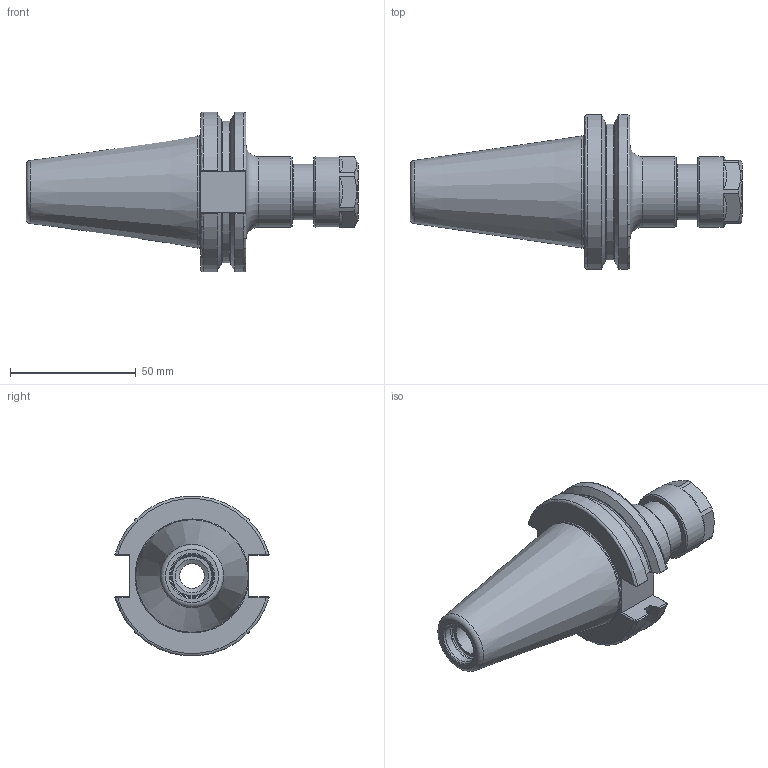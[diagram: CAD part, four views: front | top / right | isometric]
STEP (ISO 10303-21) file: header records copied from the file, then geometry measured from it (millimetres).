
FILE_DESCRIPTION(/* description */ (''),/* implementation_level */ '2;1');
FILE_NAME(/* name */ 'DCAT40-ER16H-0250.stp',/* time_stamp */ '2019-05-30T14:49:06-05:00',/* author */ ('ldfli'),/* organization */ ('Pioneer N.A.'),/* preprocessor_version */ 'ST-DEVELOPER v18',/* originating_system */ 'Autodesk Inventor LT',/* authorisation */ '');
FILE_SCHEMA (('AUTOMOTIVE_DESIGN { 1 0 10303 214 3 1 1 }'));
Length unit declared in the file: millimetre
Products named in the file (1): DCAT40-ER16H-0250
Bounding box: 131.75 x 61.14 x 63.31 mm (x, y, z)
Volume: 125966.7 mm3; surface area: 27009.5 mm2
Topology: 2 solids, 2 shells, 130 faces, 366 edges, 249 vertices
Faces by surface type: plane 53, cone 23, cylinder 21, torus 17, bspline 16
Full cylindrical faces by diameter (mm): 9.728 x1, 10 x1, 11.21 x1, 12.552 x1, 13.386 x1, 14.64 x1, 16.28 x1, 16.78 x1, 18.5 x1, 20.5 x1, 22 x1, 23.56 x1, 28 x2, 44.45 x1
Entity records: 5014 total; most frequent: CARTESIAN_POINT 1656, ORIENTED_EDGE 732, DIRECTION 680, EDGE_CURVE 366, AXIS2_PLACEMENT_3D 274, VERTEX_POINT 249, CIRCLE 159, EDGE_LOOP 143
